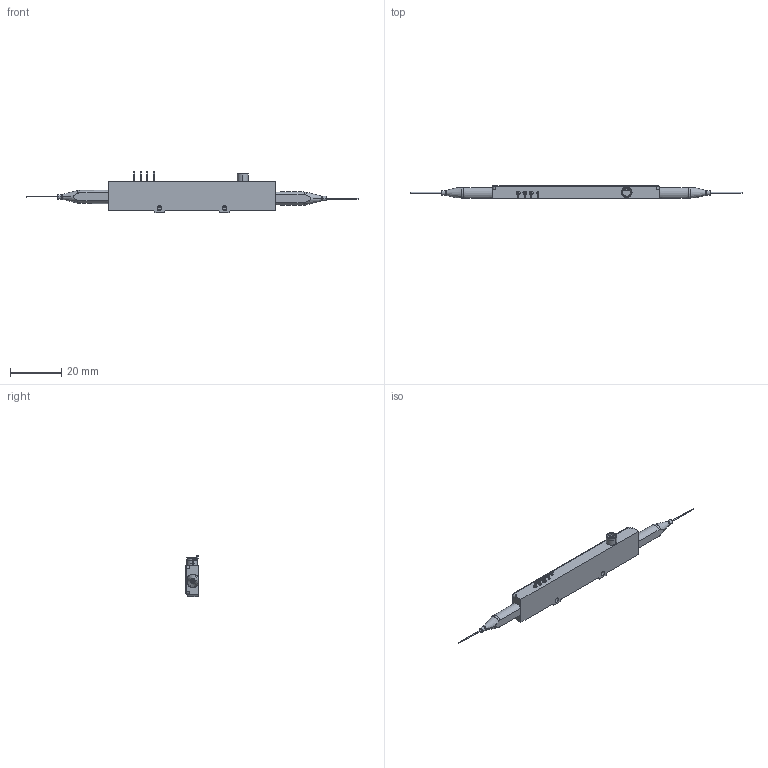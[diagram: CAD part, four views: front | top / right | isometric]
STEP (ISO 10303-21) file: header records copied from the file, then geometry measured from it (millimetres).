
FILE_DESCRIPTION (( 'STEP AP214' ), '1' );
FILE_NAME ('10056-000.STEP', '2012-06-08T16:50:02', ( '' ), ( '' ), 'SwSTEP 2.0', 'SolidWorks 2011', '' );
FILE_SCHEMA (( 'AUTOMOTIVE_DESIGN' ));
Length unit declared in the file: millimetre
Products named in the file (1): 10056-000
Bounding box: 129.5 x 4.91 x 16.15 mm (x, y, z)
Surface area: 3281.9 mm2 (no closed solid volume)
Topology: 0 solids, 24 shells, 771 faces, 3595 edges, 2708 vertices
Faces by surface type: plane 464, bspline 154, cylinder 100, torus 39, cone 14
Entity records: 61743 total; most frequent: CARTESIAN_POINT 27007, ORIENTED_EDGE 5033, DIRECTION 4426, EDGE_CURVE 3595, VERTEX_POINT 2708, LINE 2558, VECTOR 2558, AXIS2_PLACEMENT_3D 934
